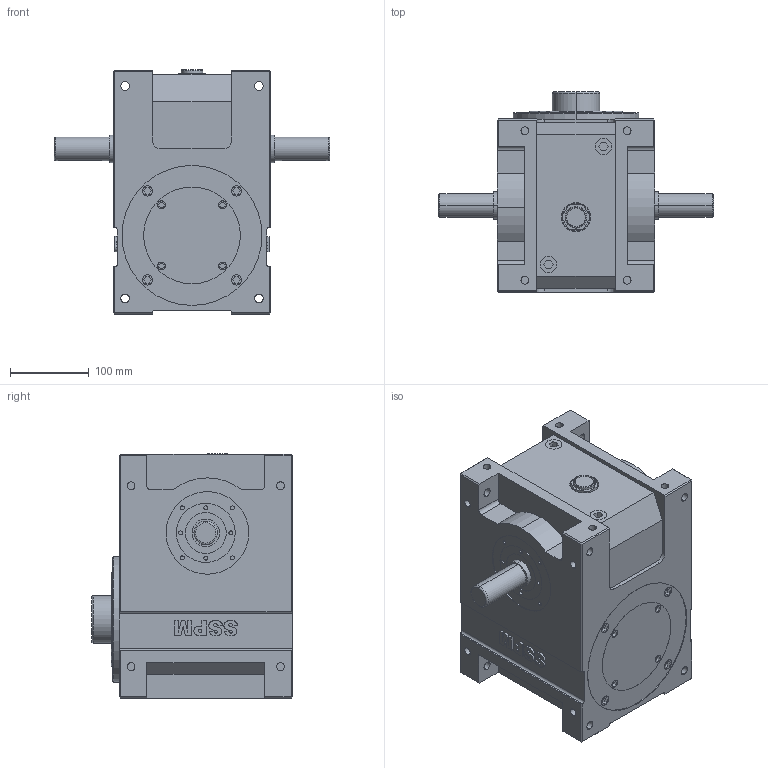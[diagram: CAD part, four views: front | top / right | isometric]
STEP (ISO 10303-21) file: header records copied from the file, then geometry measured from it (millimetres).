
FILE_DESCRIPTION (( 'STEP AP203' ), '1' );
FILE_NAME ('DF110¼Ð·Ç.STEP', '2025-05-23T01:13:58', ( '' ), ( '' ), 'SwSTEP 2.0', 'SolidWorks 2018', '' );
FILE_SCHEMA (( 'CONFIG_CONTROL_DESIGN' ));
Length unit declared in the file: millimetre
Products named in the file (1): DF110標準
Bounding box: 350 x 255 x 310.4 mm (x, y, z)
Volume: 12549077.9 mm3; surface area: 420012.4 mm2
Topology: 1 solids, 1 shells, 537 faces, 1307 edges, 848 vertices
Faces by surface type: plane 291, cylinder 175, bspline 45, torus 14, cone 12
Entity records: 18016 total; most frequent: CARTESIAN_POINT 5294, ORIENTED_EDGE 2590, DIRECTION 2567, EDGE_CURVE 1295, AXIS2_PLACEMENT_3D 877, VERTEX_POINT 848, LINE 813, VECTOR 813
